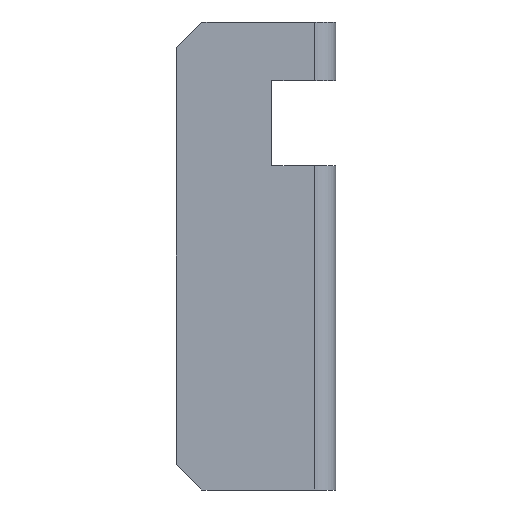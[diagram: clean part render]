
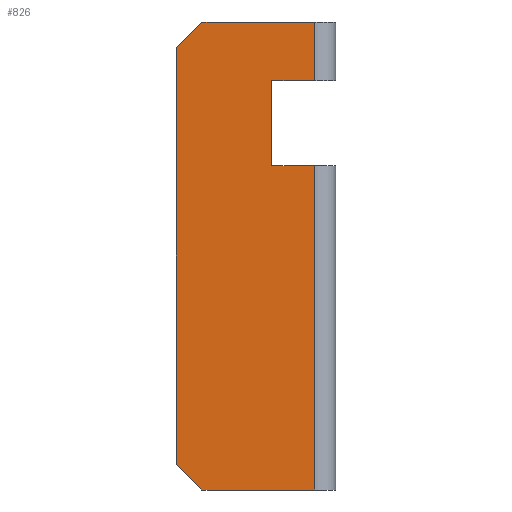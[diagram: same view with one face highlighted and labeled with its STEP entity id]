
A CAD part, left-side view. The second image highlights one B-rep face of the part: STEP entity #826.
In plain terms, the highlighted planar face has unit normal (-1, 0, 0).
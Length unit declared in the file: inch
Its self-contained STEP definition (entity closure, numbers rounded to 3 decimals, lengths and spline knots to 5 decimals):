
#40=DIRECTION('',(0.,1.,0.));
#41=VECTOR('',#40,1.325);
#42=CARTESIAN_POINT('',(-0.995,0.245,0.));
#43=LINE('',#42,#41);
#44=DIRECTION('',(0.,1.,0.));
#45=VECTOR('',#44,0.505);
#46=CARTESIAN_POINT('',(-0.995,0.245,-1.69));
#47=LINE('',#46,#45);
#48=DIRECTION('',(0.,0.,-1.));
#49=VECTOR('',#48,3.81);
#50=CARTESIAN_POINT('',(-0.995,0.245,-1.69));
#51=LINE('',#50,#49);
#52=DIRECTION('',(0.,-0.707,-0.707));
#53=VECTOR('',#52,0.42426);
#54=CARTESIAN_POINT('',(-0.995,1.87,-5.2));
#55=LINE('',#54,#53);
#56=DIRECTION('',(0.,0.,1.));
#57=VECTOR('',#56,4.9);
#58=CARTESIAN_POINT('',(-0.995,1.87,-5.2));
#59=LINE('',#58,#57);
#60=DIRECTION('',(0.,0.707,-0.707));
#61=VECTOR('',#60,0.42426);
#62=CARTESIAN_POINT('',(-0.995,1.57,0.));
#63=LINE('',#62,#61);
#64=DIRECTION('',(0.,0.,-1.));
#65=VECTOR('',#64,0.69);
#66=CARTESIAN_POINT('',(-0.995,0.245,0.));
#67=LINE('',#66,#65);
#68=DIRECTION('',(0.,1.,0.));
#69=VECTOR('',#68,0.505);
#70=CARTESIAN_POINT('',(-0.995,0.245,-0.69));
#71=LINE('',#70,#69);
#72=DIRECTION('',(0.,0.,1.));
#73=VECTOR('',#72,1.);
#74=CARTESIAN_POINT('',(-0.995,0.75,-1.69));
#75=LINE('',#74,#73);
#342=DIRECTION('',(0.,1.,0.));
#343=VECTOR('',#342,1.325);
#344=CARTESIAN_POINT('',(-0.995,0.245,-5.5));
#345=LINE('',#344,#343);
#594=CARTESIAN_POINT('',(-0.995,0.245,0.));
#596=VERTEX_POINT('',#594);
#599=CARTESIAN_POINT('',(-0.995,0.245,-5.5));
#601=VERTEX_POINT('',#599);
#610=CARTESIAN_POINT('',(-0.995,1.57,0.));
#611=CARTESIAN_POINT('',(-0.995,1.87,-0.3));
#612=VERTEX_POINT('',#610);
#613=VERTEX_POINT('',#611);
#638=CARTESIAN_POINT('',(-0.995,1.87,-5.2));
#639=VERTEX_POINT('',#638);
#640=CARTESIAN_POINT('',(-0.995,1.57,-5.5));
#641=VERTEX_POINT('',#640);
#674=CARTESIAN_POINT('',(-0.995,0.245,-1.69));
#675=CARTESIAN_POINT('',(-0.995,0.75,-1.69));
#676=VERTEX_POINT('',#674);
#677=VERTEX_POINT('',#675);
#678=CARTESIAN_POINT('',(-0.995,0.75,-0.69));
#679=VERTEX_POINT('',#678);
#680=CARTESIAN_POINT('',(-0.995,0.245,-0.69));
#681=VERTEX_POINT('',#680);
#801=CARTESIAN_POINT('',(-0.995,1.87,0.));
#802=DIRECTION('',(-1.,0.,0.));
#803=DIRECTION('',(0.,-1.,0.));
#804=AXIS2_PLACEMENT_3D('',#801,#802,#803);
#805=PLANE('',#804);
#807=ORIENTED_EDGE('',*,*,#806,.F.);
#809=ORIENTED_EDGE('',*,*,#808,.T.);
#811=ORIENTED_EDGE('',*,*,#810,.T.);
#813=ORIENTED_EDGE('',*,*,#812,.F.);
#815=ORIENTED_EDGE('',*,*,#814,.T.);
#816=ORIENTED_EDGE('',*,*,#791,.F.);
#817=ORIENTED_EDGE('',*,*,#781,.F.);
#819=ORIENTED_EDGE('',*,*,#818,.T.);
#821=ORIENTED_EDGE('',*,*,#820,.T.);
#823=ORIENTED_EDGE('',*,*,#822,.F.);
#824=EDGE_LOOP('',(#807,#809,#811,#813,#815,#816,#817,#819,#821,#823));
#825=FACE_OUTER_BOUND('',#824,.F.);
#826=ADVANCED_FACE('',(#825),#805,.T.);
#781=EDGE_CURVE('',#596,#612,#43,.T.);
#791=EDGE_CURVE('',#612,#613,#63,.T.);
#806=EDGE_CURVE('',#676,#677,#47,.T.);
#808=EDGE_CURVE('',#676,#601,#51,.T.);
#810=EDGE_CURVE('',#601,#641,#345,.T.);
#812=EDGE_CURVE('',#639,#641,#55,.T.);
#814=EDGE_CURVE('',#639,#613,#59,.T.);
#818=EDGE_CURVE('',#596,#681,#67,.T.);
#820=EDGE_CURVE('',#681,#679,#71,.T.);
#822=EDGE_CURVE('',#677,#679,#75,.T.);
